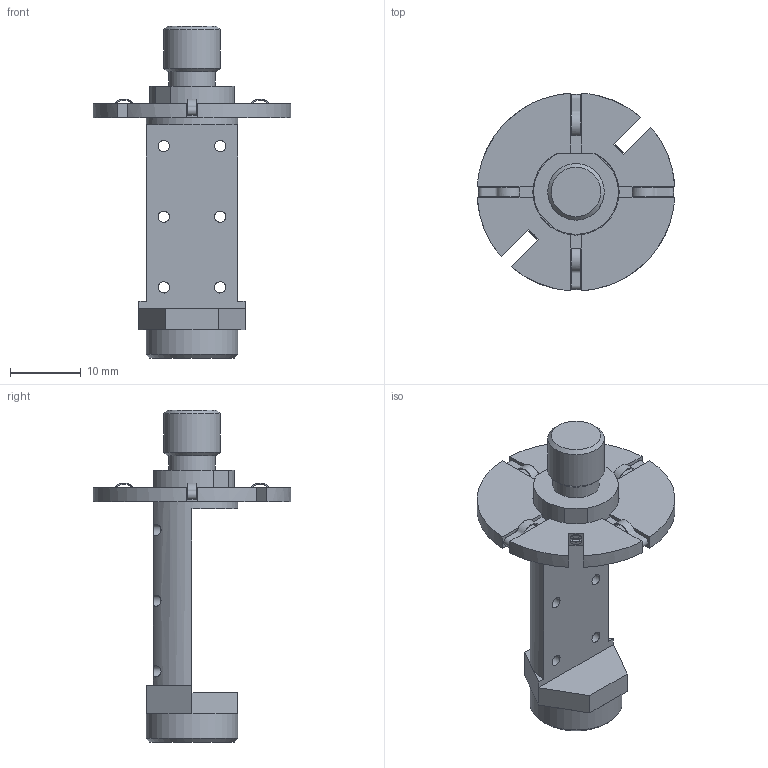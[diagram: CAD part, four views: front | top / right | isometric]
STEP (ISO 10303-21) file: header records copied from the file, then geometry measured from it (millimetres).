
FILE_DESCRIPTION(/* description */ (''),/* implementation_level */ '2;1');
FILE_NAME(/* name */ 'Hector sample holder external version.stp',/* time_stamp */ '2018-02-12T14:40:20+01:00',/* author */ (''),/* organization */ (''),/* preprocessor_version */ 'ST-DEVELOPER v16',/* originating_system */ 'SIEMENS PLM Software NX 10.0',/* authorisation */ '');
FILE_SCHEMA (('AUTOMOTIVE_DESIGN { 1 0 10303 214 3 1 1 1 }'));
Length unit declared in the file: millimetre
Products named in the file (8): BL29-ME-XMCD-AC29_A; Sample Connector-oa1_1; Sample Connector-oa0_1; SCA0088-02 Sample_1; Sample Connector_1; M01.0x004.2csk_1; Sample Connector-oa2_1; Hector sample holder external version
Assembly tree (8 placements, depth 2):
  Hector sample holder external version
    Sample Connector-oa2_1
    M01.0x004.2csk_1  x2
    Sample Connector_1
    SCA0088-02 Sample_1
    Sample Connector-oa0_1
    Sample Connector-oa1_1
    BL29-ME-XMCD-AC29_A
Bounding box: 27.96 x 27.96 x 47 mm (x, y, z)
Volume: 4434.5 mm3; surface area: 3639.2 mm2
Topology: 8 solids, 8 shells, 173 faces, 518 edges, 356 vertices
Faces by surface type: plane 105, cylinder 47, cone 13, bspline 8
Full cylindrical faces by diameter (mm): 0.75 x2, 1.6 x6, 6.6 x1, 8 x1, 13 x1
Entity records: 6707 total; most frequent: CARTESIAN_POINT 2340, ORIENTED_EDGE 918, DIRECTION 777, EDGE_CURVE 459, VERTEX_POINT 326, LINE 263, VECTOR 263, AXIS2_PLACEMENT_3D 257
